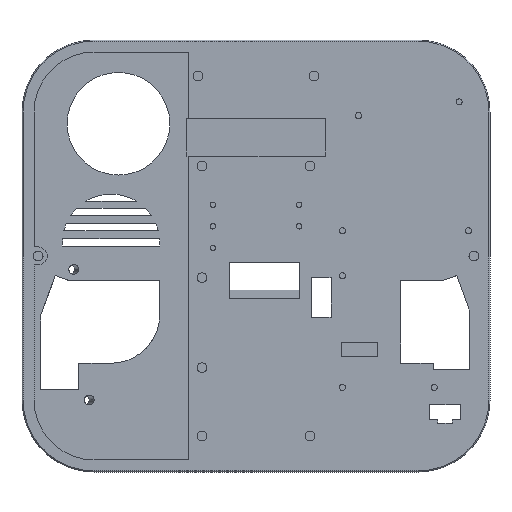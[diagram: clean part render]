
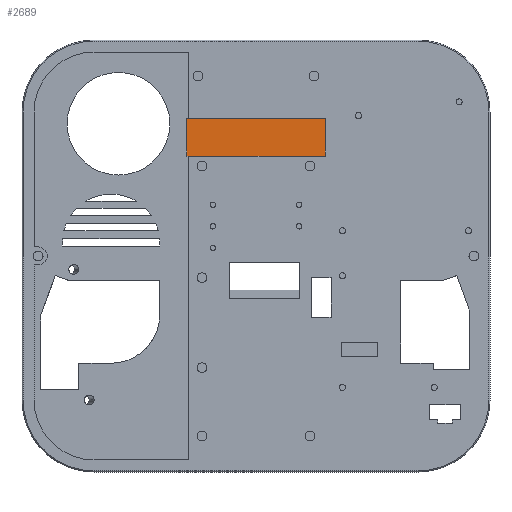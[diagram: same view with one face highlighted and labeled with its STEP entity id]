
A CAD part, front view. The second image highlights one B-rep face of the part: STEP entity #2689.
In plain terms, the highlighted planar face has unit normal (0, -1, 0).
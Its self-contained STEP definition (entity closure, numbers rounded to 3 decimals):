
#66 = CARTESIAN_POINT ( 'NONE',  ( -19.3, 5.5, 27.75 ) ) ;
#453 = LINE ( 'NONE', #882, #4468 ) ;
#882 = CARTESIAN_POINT ( 'NONE',  ( 19.3, 5.5, 38.25 ) ) ;
#1120 = VECTOR ( 'NONE', #2889, 1000. ) ;
#1155 = CARTESIAN_POINT ( 'NONE',  ( 19.3, 5.5, 27.75 ) ) ;
#1456 = CARTESIAN_POINT ( 'NONE',  ( 0., 5.5, 0. ) ) ;
#1762 = DIRECTION ( 'NONE',  ( -1., 0., 0. ) ) ;
#1918 = EDGE_CURVE ( 'NONE', #7222, #4806, #5854, .T. ) ;
#2094 = ORIENTED_EDGE ( 'NONE', *, *, #7673, .F. ) ;
#2145 = PLANE ( 'NONE',  #6984 ) ;
#2175 = EDGE_LOOP ( 'NONE', ( #2332, #2094, #3175, #6110 ) ) ;
#2332 = ORIENTED_EDGE ( 'NONE', *, *, #1918, .F. ) ;
#2689 = ADVANCED_FACE ( 'NONE', ( #6153 ), #2145, .T. ) ;
#2720 = VECTOR ( 'NONE', #1762, 1000. ) ;
#2827 = CARTESIAN_POINT ( 'NONE',  ( 19.3, 5.5, 38.25 ) ) ;
#2889 = DIRECTION ( 'NONE',  ( 0., 0., 1. ) ) ;
#2915 = CARTESIAN_POINT ( 'NONE',  ( -19.3, 5.5, 38.25 ) ) ;
#3175 = ORIENTED_EDGE ( 'NONE', *, *, #4040, .F. ) ;
#3882 = VERTEX_POINT ( 'NONE', #4614 ) ;
#4008 = EDGE_CURVE ( 'NONE', #4806, #7631, #453, .T. ) ;
#4040 = EDGE_CURVE ( 'NONE', #7631, #3882, #6448, .T. ) ;
#4064 = DIRECTION ( 'NONE',  ( 1., 0., 0. ) ) ;
#4468 = VECTOR ( 'NONE', #4064, 1000. ) ;
#4614 = CARTESIAN_POINT ( 'NONE',  ( 19.3, 5.5, 27.75 ) ) ;
#4761 = CARTESIAN_POINT ( 'NONE',  ( 19.3, 5.5, 38.25 ) ) ;
#4806 = VERTEX_POINT ( 'NONE', #6048 ) ;
#5761 = DIRECTION ( 'NONE',  ( 0., 0., -1. ) ) ;
#5854 = LINE ( 'NONE', #2915, #1120 ) ;
#5903 = DIRECTION ( 'NONE',  ( 0., 0., -1. ) ) ;
#6029 = LINE ( 'NONE', #1155, #2720 ) ;
#6048 = CARTESIAN_POINT ( 'NONE',  ( -19.3, 5.5, 38.25 ) ) ;
#6110 = ORIENTED_EDGE ( 'NONE', *, *, #4008, .F. ) ;
#6153 = FACE_OUTER_BOUND ( 'NONE', #2175, .T. ) ;
#6448 = LINE ( 'NONE', #2827, #7875 ) ;
#6472 = DIRECTION ( 'NONE',  ( 0., -1., 0. ) ) ;
#6984 = AXIS2_PLACEMENT_3D ( 'NONE', #1456, #6472, #5761 ) ;
#7222 = VERTEX_POINT ( 'NONE', #66 ) ;
#7631 = VERTEX_POINT ( 'NONE', #4761 ) ;
#7673 = EDGE_CURVE ( 'NONE', #3882, #7222, #6029, .T. ) ;
#7875 = VECTOR ( 'NONE', #5903, 1000. ) ;
